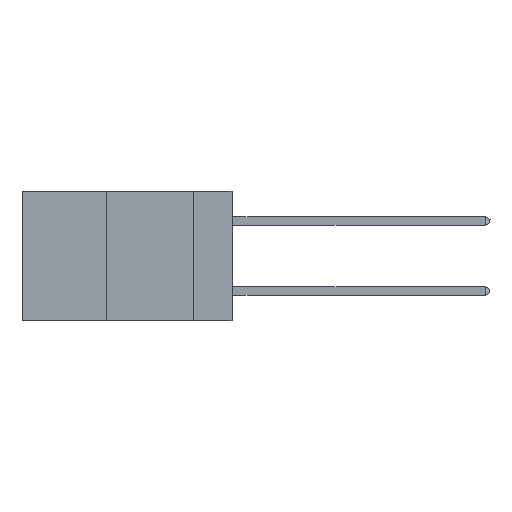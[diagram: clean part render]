
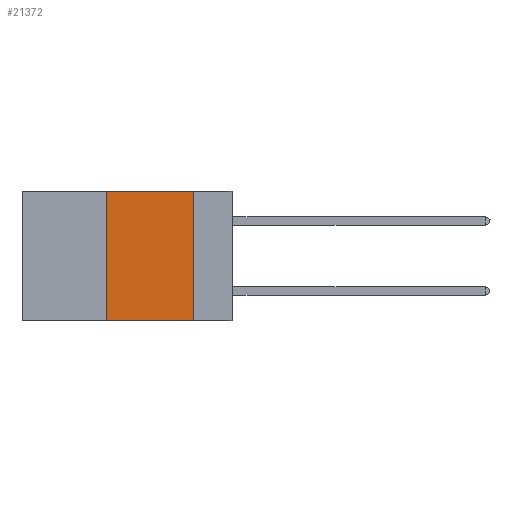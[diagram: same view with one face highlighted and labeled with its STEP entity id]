
A CAD part, left-side view. The second image highlights one B-rep face of the part: STEP entity #21372.
In plain terms, the highlighted planar face has unit normal (-1, 0, 0).
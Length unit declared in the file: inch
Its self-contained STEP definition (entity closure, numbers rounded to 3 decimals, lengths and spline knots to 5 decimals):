
#693 = AXIS2_PLACEMENT_3D ( 'NONE', #7434, #5413, #19127 ) ;
#2164 = VECTOR ( 'NONE', #23410, 39.37008 ) ;
#2169 = VERTEX_POINT ( 'NONE', #11175 ) ;
#2283 = ORIENTED_EDGE ( 'NONE', *, *, #11516, .T. ) ;
#3973 = VECTOR ( 'NONE', #12662, 39.37008 ) ;
#4316 = DIRECTION ( 'NONE',  ( 0., -1., 0. ) ) ;
#5349 = VECTOR ( 'NONE', #15092, 39.37008 ) ;
#5413 = DIRECTION ( 'NONE',  ( 1., 0., 0. ) ) ;
#5650 = LINE ( 'NONE', #16849, #5349 ) ;
#5839 = CARTESIAN_POINT ( 'NONE',  ( 0., 0.36, -0.37 ) ) ;
#6149 = EDGE_CURVE ( 'NONE', #2169, #22757, #5650, .T. ) ;
#6459 = EDGE_CURVE ( 'NONE', #17976, #21778, #21976, .T. ) ;
#7434 = CARTESIAN_POINT ( 'NONE',  ( 0., 0.6, 0. ) ) ;
#9412 = ORIENTED_EDGE ( 'NONE', *, *, #14295, .F. ) ;
#9561 = FACE_OUTER_BOUND ( 'NONE', #11859, .T. ) ;
#11175 = CARTESIAN_POINT ( 'NONE',  ( 0., 0.11, 0. ) ) ;
#11263 = LINE ( 'NONE', #22819, #12715 ) ;
#11454 = PLANE ( 'NONE',  #693 ) ;
#11516 = EDGE_CURVE ( 'NONE', #17976, #22757, #12312, .T. ) ;
#11859 = EDGE_LOOP ( 'NONE', ( #21067, #9412, #24100, #2283 ) ) ;
#12312 = LINE ( 'NONE', #19998, #2164 ) ;
#12662 = DIRECTION ( 'NONE',  ( 0., 0., 1. ) ) ;
#12715 = VECTOR ( 'NONE', #4316, 39.37008 ) ;
#14295 = EDGE_CURVE ( 'NONE', #21778, #2169, #11263, .T. ) ;
#15092 = DIRECTION ( 'NONE',  ( 0., 0., -1. ) ) ;
#16849 = CARTESIAN_POINT ( 'NONE',  ( 0., 0.11, 0. ) ) ;
#17710 = CARTESIAN_POINT ( 'NONE',  ( 0., 0.36, 0. ) ) ;
#17976 = VERTEX_POINT ( 'NONE', #5839 ) ;
#19127 = DIRECTION ( 'NONE',  ( 0., 0., -1. ) ) ;
#19998 = CARTESIAN_POINT ( 'NONE',  ( 0., 0.6, -0.37 ) ) ;
#21067 = ORIENTED_EDGE ( 'NONE', *, *, #6149, .F. ) ;
#21372 = ADVANCED_FACE ( 'NONE', ( #9561 ), #11454, .F. ) ;
#21778 = VERTEX_POINT ( 'NONE', #17710 ) ;
#21904 = CARTESIAN_POINT ( 'NONE',  ( 0., 0.11, -0.37 ) ) ;
#21976 = LINE ( 'NONE', #23751, #3973 ) ;
#22757 = VERTEX_POINT ( 'NONE', #21904 ) ;
#22819 = CARTESIAN_POINT ( 'NONE',  ( 0., 0.6, 0. ) ) ;
#23410 = DIRECTION ( 'NONE',  ( 0., -1., 0. ) ) ;
#23751 = CARTESIAN_POINT ( 'NONE',  ( 0., 0.36, 0. ) ) ;
#24100 = ORIENTED_EDGE ( 'NONE', *, *, #6459, .F. ) ;
